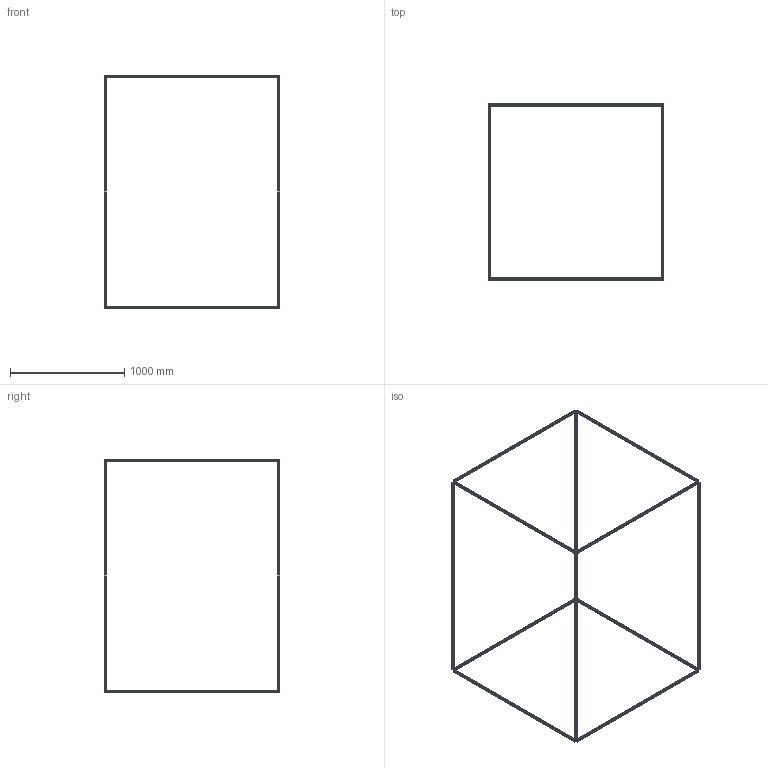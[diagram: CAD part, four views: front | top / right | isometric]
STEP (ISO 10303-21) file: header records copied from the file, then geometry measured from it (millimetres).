
FILE_DESCRIPTION(/* description */ (''),/* implementation_level */ '2;1');
FILE_NAME(/* name */ 'Testbed frame v3.step',/* time_stamp */ '2023-08-22T00:50:19+08:00',/* author */ (''),/* organization */ (''),/* preprocessor_version */ 'ST-DEVELOPER v20',/* originating_system */ 'Autodesk Translation Framework v12.9.0.99',/* authorisation */ '');
FILE_SCHEMA (('AUTOMOTIVE_DESIGN { 1 0 10303 214 3 1 1 }'));
Length unit declared in the file: centimetre
Products named in the file (1): Testbed frame
Bounding box: 1540 x 1540 x 2040 mm (x, y, z)
Volume: 3291178.3 mm3; surface area: 3003614.6 mm2
Topology: 12 solids, 12 shells, 804 faces, 2340 edges, 1560 vertices
Faces by surface type: plane 552, cylinder 252
Full cylindrical faces by diameter (mm): 4.3 x12
Entity records: 26558 total; most frequent: CARTESIAN_POINT 4705, ORIENTED_EDGE 4680, DIRECTION 4454, EDGE_CURVE 2340, LINE 1836, VECTOR 1836, VERTEX_POINT 1560, AXIS2_PLACEMENT_3D 1309
